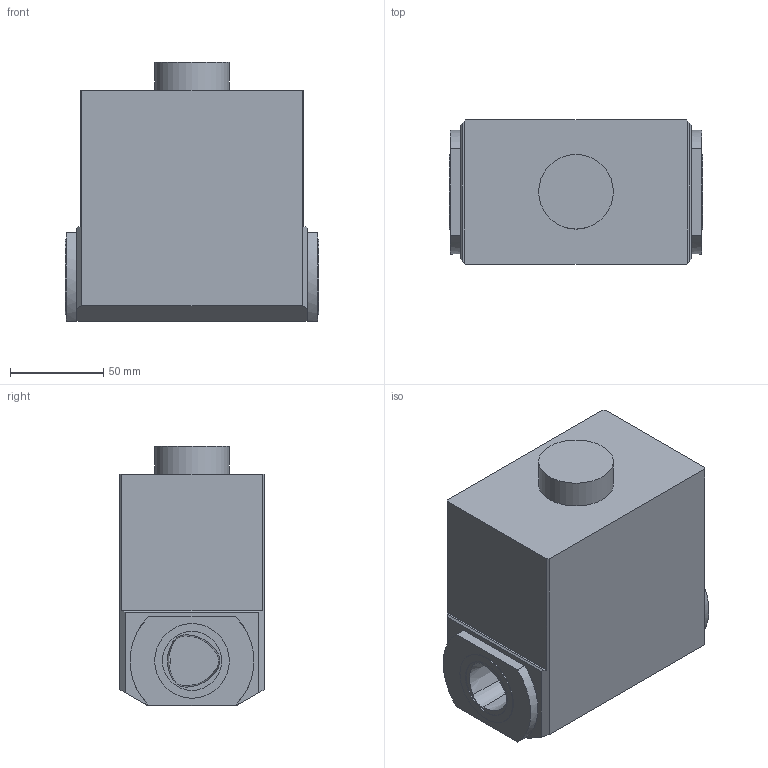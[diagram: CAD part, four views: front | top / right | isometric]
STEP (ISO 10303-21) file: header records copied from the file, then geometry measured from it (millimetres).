
FILE_DESCRIPTION(/* description */ (''),/* implementation_level */ '2;1');
FILE_NAME(/* name */ '1577082761191.stp',/* time_stamp */ '2019-12-23T12:02:50+06:00',/* author */ (''),/* organization */ ('SMS'),/* preprocessor_version */ 'ST-DEVELOPER v16.7',/* originating_system */ 'SIEMENS PLM Software NX 12.0',/* authorisation */ '');
FILE_SCHEMA (('AUTOMOTIVE_DESIGN { 1 0 10303 214 3 1 1 1 }'));
Length unit declared in the file: millimetre
Products named in the file (1): 200835841mod000_02
Bounding box: 136 x 77.4 x 139 mm (x, y, z)
Volume: 1173145.5 mm3; surface area: 74552.2 mm2
Topology: 1 solids, 1 shells, 60 faces, 149 edges, 104 vertices
Faces by surface type: plane 37, cone 12, cylinder 11
Full cylindrical faces by diameter (mm): 2.5 x2, 31.6 x2, 40 x1, 40.013 x2
Entity records: 1900 total; most frequent: CARTESIAN_POINT 413, DIRECTION 312, ORIENTED_EDGE 272, EDGE_CURVE 136, AXIS2_PLACEMENT_3D 113, VERTEX_POINT 94, LINE 86, VECTOR 86
